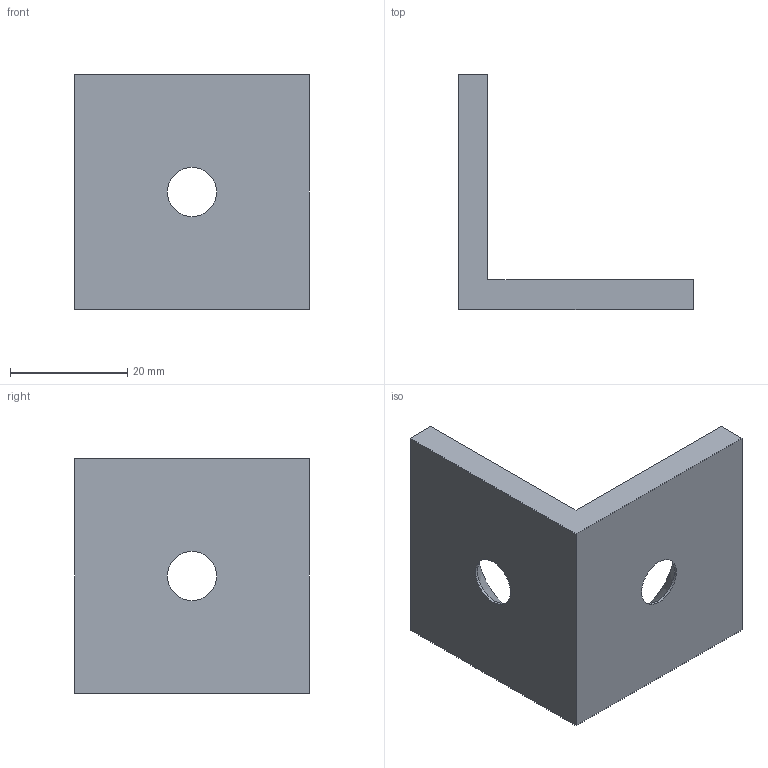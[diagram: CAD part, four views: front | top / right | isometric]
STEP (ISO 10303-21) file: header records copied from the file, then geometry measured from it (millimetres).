
FILE_DESCRIPTION(/* description */ ('KriTec Stahlwinkel 8 40x40x40 mit Senkungen, verzinkt'),/* implementation_level */ '2;1');
FILE_NAME(/* name */ '11487_KriTec_Stahlwinkel_8_40x40x40_mit_Senkungen_verzinkt.stp',/* time_stamp */ '2023-02-02T10:29:08+01:00',/* author */ ('Nell'),/* organization */ ('TraceParts S.A.'),/* preprocessor_version */ 'ST-DEVELOPER v17',/* originating_system */ 'Autodesk Inventor 2018',/* authorisation */ ' ');
FILE_SCHEMA (('AUTOMOTIVE_DESIGN { 1 0 10303 214 3 1 1 }'));
Length unit declared in the file: millimetre
Products named in the file (1): 11487
Bounding box: 40 x 40 x 40 mm (x, y, z)
Volume: 13702.2 mm3; surface area: 7105.4 mm2
Topology: 1 solids, 1 shells, 12 faces, 34 edges, 24 vertices
Faces by surface type: plane 8, cone 2, cylinder 2
Full cylindrical faces by diameter (mm): 8.4 x2
Entity records: 449 total; most frequent: DIRECTION 72, CARTESIAN_POINT 71, ORIENTED_EDGE 68, EDGE_CURVE 34, AXIS2_PLACEMENT_3D 25, VERTEX_POINT 24, LINE 22, VECTOR 22
